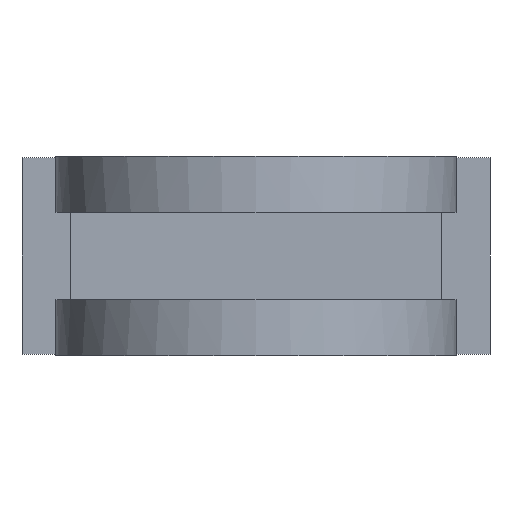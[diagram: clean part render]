
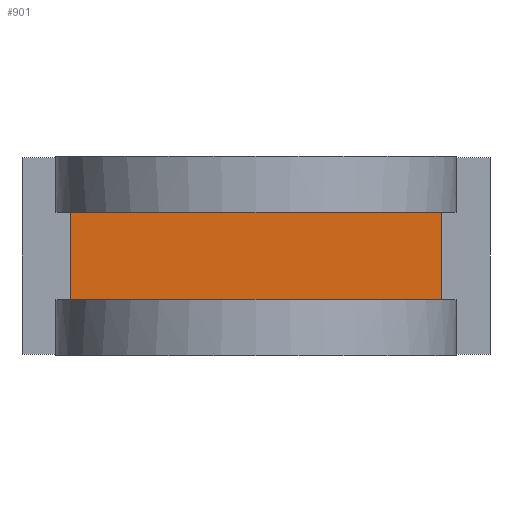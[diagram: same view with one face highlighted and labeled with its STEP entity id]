
A CAD part, front view. The second image highlights one B-rep face of the part: STEP entity #901.
In plain terms, the highlighted planar face has unit normal (0, -1, 0).
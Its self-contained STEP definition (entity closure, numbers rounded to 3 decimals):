
#607=CARTESIAN_POINT('POINT42',(0.,-3.,
   0.655));
#608=VERTEX_POINT('VERTEX42',#607);
#707=CARTESIAN_POINT('POINT49',(0.,-3.,
   -0.655));
#708=VERTEX_POINT('VERTEX49',#707);
#760=CARTESIAN_POINT('POINT52',(2.775,-3.,-0.655));
#761=VERTEX_POINT('VERTEX52',#760);
#768=CARTESIAN_POINT('POS75',(0.,-3.,-0.655
   ));
#769=DIRECTION('DIR125',(-1.,0.,0.));
#770=VECTOR('VEC25',#769,1.);
#771=LINE('STRAIGHT25',#768,#770);
#772=EDGE_CURVE('EDGE74',#761,#708,#771,.T.);
#783=CARTESIAN_POINT('POINT53',(2.775,-3.,0.655));
#784=VERTEX_POINT('VERTEX53',#783);
#785=CARTESIAN_POINT('POS77',(0.,-3.,0.655)
   );
#786=DIRECTION('DIR128',(-1.,0.,0.));
#787=VECTOR('VEC26',#786,1.);
#788=LINE('STRAIGHT26',#785,#787);
#789=EDGE_CURVE('EDGE75',#784,#608,#788,.T.);
#854=CARTESIAN_POINT('POINT56',(-2.775,-3.,0.655));
#855=VERTEX_POINT('VERTEX56',#854);
#862=CARTESIAN_POINT('POS85',(-2.775,-3.,0.655));
#863=DIRECTION('DIR139',(-1.,0.,0.));
#864=VECTOR('VEC31',#863,1.);
#865=LINE('STRAIGHT31',#862,#864);
#866=EDGE_CURVE('EDGE83',#608,#855,#865,.T.);
#871=CARTESIAN_POINT('POINT57',(-2.775,-3.,-0.655));
#872=VERTEX_POINT('VERTEX57',#871);
#873=CARTESIAN_POINT('POS86',(-2.775,-3.,-0.655));
#874=DIRECTION('DIR140',(-1.,0.,0.));
#875=VECTOR('VEC32',#874,1.);
#876=LINE('STRAIGHT32',#873,#875);
#877=EDGE_CURVE('EDGE84',#708,#872,#876,.T.);
#878=ORIENTED_EDGE('COEDGE151',*,*,#877,.F.);
#879=ORIENTED_EDGE('COEDGE152',*,*,#772,.F.);
#880=CARTESIAN_POINT('POS87',(2.775,-3.,-0.655));
#881=DIRECTION('DIR141',(0.,0.,-1.));
#882=VECTOR('VEC33',#881,1.);
#883=LINE('STRAIGHT33',#880,#882);
#884=EDGE_CURVE('EDGE85',#784,#761,#883,.T.);
#885=ORIENTED_EDGE('COEDGE153',*,*,#884,.F.);
#886=ORIENTED_EDGE('COEDGE154',*,*,#789,.T.);
#887=ORIENTED_EDGE('COEDGE155',*,*,#866,.T.);
#888=CARTESIAN_POINT('POS88',(-2.775,-3.,-0.655));
#889=DIRECTION('DIR142',(0.,0.,-1.));
#890=VECTOR('VEC34',#889,1.);
#891=LINE('STRAIGHT34',#888,#890);
#892=EDGE_CURVE('EDGE86',#855,#872,#891,.T.);
#893=ORIENTED_EDGE('COEDGE156',*,*,#892,.T.);
#894=EDGE_LOOP('NONE',(#878,#879,#885,#886,#887,#893));
#895=FACE_BOUND('LOOP1',#894,.T.);
#896=CARTESIAN_POINT('POS89',(-2.775,-3.,-0.655));
#897=DIRECTION('DIR143',(0.,-1.,0.));
#898=DIRECTION('DIR144',(1.,0.,0.));
#899=AXIS2_PLACEMENT_3D('AXIS55',#896,#897,#898);
#900=PLANE('PLANE15',#899);
#901=ADVANCED_FACE('FACE38',(#895),#900,.T.);
